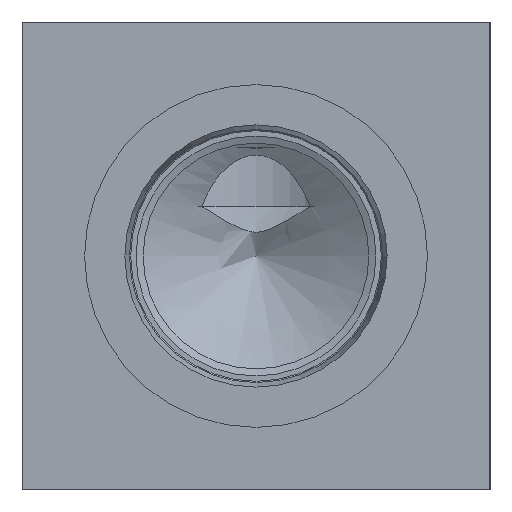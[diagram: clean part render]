
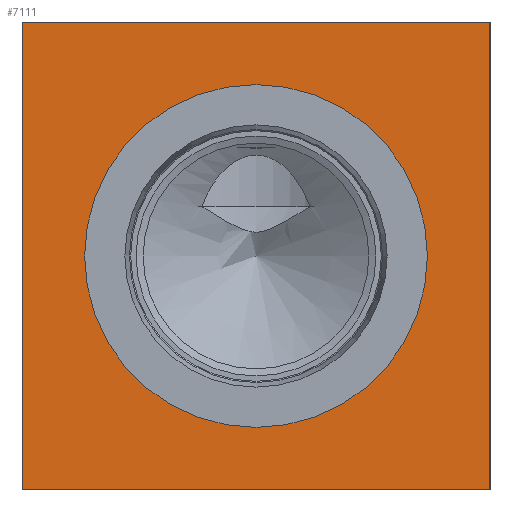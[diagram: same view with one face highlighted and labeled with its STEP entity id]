
A CAD part, left-side view. The second image highlights one B-rep face of the part: STEP entity #7111.
In plain terms, the highlighted planar face has unit normal (-1, 0, 0).
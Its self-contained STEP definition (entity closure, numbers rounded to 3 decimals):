
#144=CIRCLE('',#7461,32.563);
#145=CIRCLE('',#7462,32.563);
#194=FACE_BOUND('',#1285,.T.);
#884=FACE_OUTER_BOUND('',#1284,.T.);
#1284=EDGE_LOOP('',(#6217,#6218,#6219,#6220));
#1285=EDGE_LOOP('',(#6221,#6222));
#1537=LINE('',#11008,#2205);
#1958=LINE('',#12333,#2626);
#1959=LINE('',#12334,#2627);
#1960=LINE('',#12335,#2628);
#2205=VECTOR('',#7836,10.);
#2626=VECTOR('',#8833,10.);
#2627=VECTOR('',#8834,10.);
#2628=VECTOR('',#8835,10.);
#2922=VERTEX_POINT('',#11001);
#2925=VERTEX_POINT('',#11006);
#3280=VERTEX_POINT('',#12302);
#3281=VERTEX_POINT('',#12303);
#3290=VERTEX_POINT('',#12331);
#3291=VERTEX_POINT('',#12332);
#3729=EDGE_CURVE('',#2925,#2922,#1537,.T.);
#4258=EDGE_CURVE('',#3280,#3281,#144,.T.);
#4259=EDGE_CURVE('',#3281,#3280,#145,.T.);
#4272=EDGE_CURVE('',#3290,#3291,#1958,.T.);
#4273=EDGE_CURVE('',#3291,#2922,#1959,.T.);
#4274=EDGE_CURVE('',#3290,#2925,#1960,.T.);
#6217=ORIENTED_EDGE('',*,*,#4272,.T.);
#6218=ORIENTED_EDGE('',*,*,#4273,.T.);
#6219=ORIENTED_EDGE('',*,*,#3729,.F.);
#6220=ORIENTED_EDGE('',*,*,#4274,.F.);
#6221=ORIENTED_EDGE('',*,*,#4258,.T.);
#6222=ORIENTED_EDGE('',*,*,#4259,.T.);
#6456=PLANE('',#7475);
#7111=ADVANCED_FACE('',(#884,#194),#6456,.T.);
#7461=AXIS2_PLACEMENT_3D('',#12304,#8799,#8800);
#7462=AXIS2_PLACEMENT_3D('',#12305,#8801,#8802);
#7475=AXIS2_PLACEMENT_3D('',#12330,#8831,#8832);
#7836=DIRECTION('',(0.,-1.,0.));
#8799=DIRECTION('center_axis',(1.,0.,0.));
#8800=DIRECTION('ref_axis',(0.,0.,1.));
#8801=DIRECTION('center_axis',(1.,0.,0.));
#8802=DIRECTION('ref_axis',(0.,0.,1.));
#8831=DIRECTION('center_axis',(-1.,0.,0.));
#8832=DIRECTION('ref_axis',(0.,-1.,0.));
#8833=DIRECTION('',(0.,-1.,0.));
#8834=DIRECTION('',(0.,0.,1.));
#8835=DIRECTION('',(0.,0.,1.));
#11001=CARTESIAN_POINT('',(0.,0.,88.9));
#11006=CARTESIAN_POINT('',(0.,88.9,88.9));
#11008=CARTESIAN_POINT('',(0.,88.9,88.9));
#12302=CARTESIAN_POINT('',(0.,44.45,77.013));
#12303=CARTESIAN_POINT('',(0.,44.45,11.887));
#12304=CARTESIAN_POINT('Origin',(0.,44.45,44.45));
#12305=CARTESIAN_POINT('Origin',(0.,44.45,44.45));
#12330=CARTESIAN_POINT('Origin',(0.,88.9,0.));
#12331=CARTESIAN_POINT('',(0.,88.9,0.));
#12332=CARTESIAN_POINT('',(0.,0.,0.));
#12333=CARTESIAN_POINT('',(0.,88.9,0.));
#12334=CARTESIAN_POINT('',(0.,0.,0.));
#12335=CARTESIAN_POINT('',(0.,88.9,0.));
